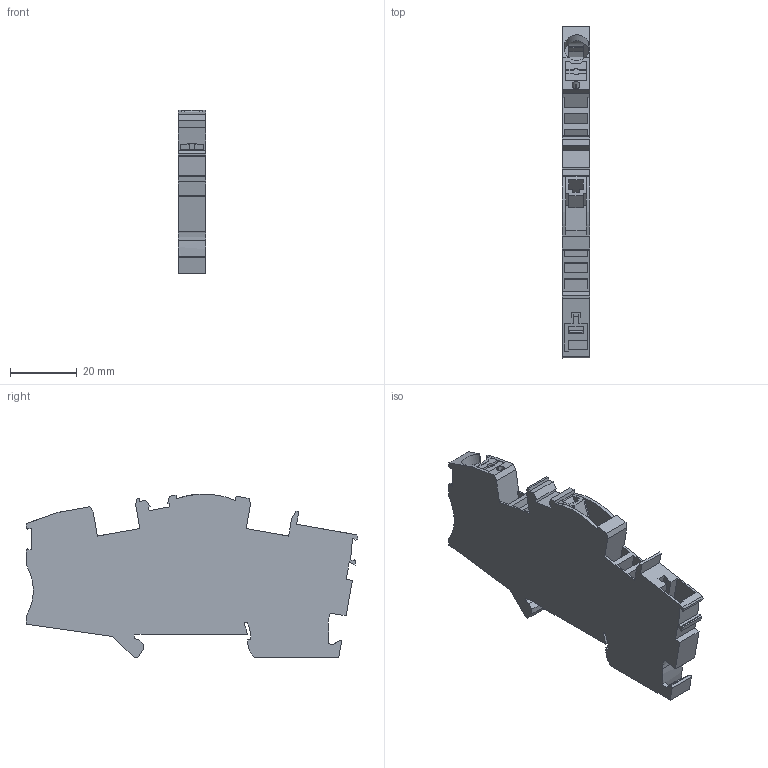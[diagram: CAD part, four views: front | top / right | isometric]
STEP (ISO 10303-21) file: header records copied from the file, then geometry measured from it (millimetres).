
FILE_DESCRIPTION(('Creo Elements/Direct Modeling STEP Export'),'2;1');
FILE_NAME('model.stp','2018-02-17T 6:40:09',(''),(''),'Creo Elements/Direct Modeling STEP processor for AP214 (Solid Model)','Creo Elements/Direct Modeling 18.1I 14-Aug-2016 (C) Parametric Technology GmbH','');
FILE_SCHEMA(('AUTOMOTIVE_DESIGN { 1 0 10303 214 1 1 1 1 }'));
Length unit declared in the file: millimetre
Products named in the file (2): PTME_6_1P-select
Assembly tree (1 placements, depth 2):
  PTME_6_1P-select
    PTME_6_1P-select
Bounding box: 8.15 x 99.17 x 48.92 mm (x, y, z)
Volume: 24336.9 mm3; surface area: 13808.3 mm2
Topology: 1 solids, 1 shells, 213 faces, 607 edges, 403 vertices
Faces by surface type: plane 185, cylinder 28
Entity records: 9047 total; most frequent: CARTESIAN_POINT 1764, ORIENTED_EDGE 1214, DIRECTION 1059, EDGE_CURVE 607, VECTOR 521, LINE 521, VERTEX_POINT 403, AXIS2_PLACEMENT_3D 269
